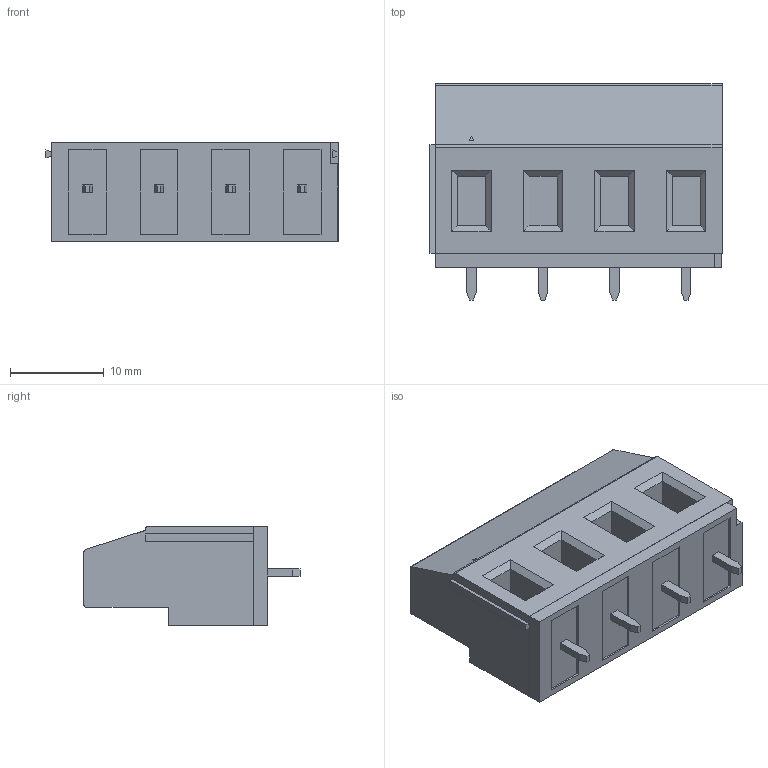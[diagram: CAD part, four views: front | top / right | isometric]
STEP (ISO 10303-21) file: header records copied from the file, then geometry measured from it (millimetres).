
FILE_DESCRIPTION (( 'STEP AP214' ), '1' );
FILE_NAME ('DG129-7.62-04P-14-00AH.STEP', '2021-01-12T19:58:48', ( '' ), ( '' ), 'SwSTEP 2.0', 'SolidWorks 2020', '' );
FILE_SCHEMA (( 'AUTOMOTIVE_DESIGN' ));
Length unit declared in the file: millimetre
Products named in the file (1): DG129-7.62-04P-14-00AH
Bounding box: 31.08 x 23 x 10.5 mm (x, y, z)
Volume: 4842.5 mm3; surface area: 2984.9 mm2
Topology: 1 solids, 1 shells, 542 faces, 1405 edges, 920 vertices
Faces by surface type: plane 312, bspline 165, cylinder 39, torus 20, cone 6
Entity records: 28661 total; most frequent: CARTESIAN_POINT 12273, ORIENTED_EDGE 2810, DIRECTION 1971, EDGE_CURVE 1405, VERTEX_POINT 920, LINE 919, VECTOR 919, EDGE_LOOP 597
